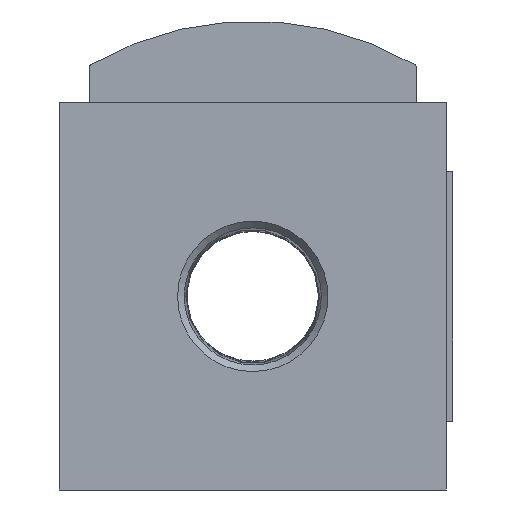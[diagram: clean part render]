
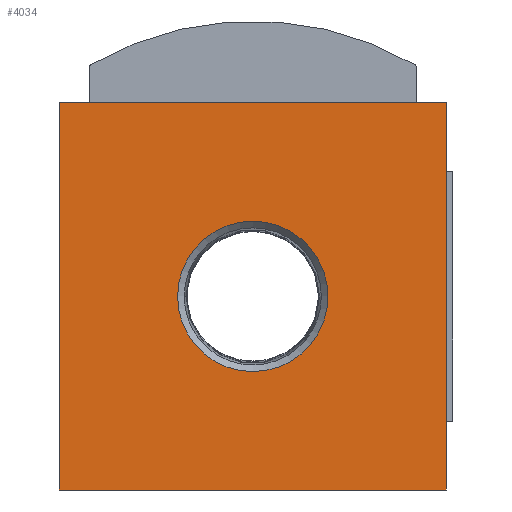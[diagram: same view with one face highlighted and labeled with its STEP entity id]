
A CAD part, front view. The second image highlights one B-rep face of the part: STEP entity #4034.
In plain terms, the highlighted planar face has unit normal (0, -1, 0).
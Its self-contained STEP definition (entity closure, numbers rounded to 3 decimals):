
#68=LINE('',#5452,#393);
#86=LINE('',#5493,#411);
#87=LINE('',#5495,#412);
#88=LINE('',#5497,#413);
#393=VECTOR('',#4517,1000.);
#411=VECTOR('',#4547,1000.);
#412=VECTOR('',#4548,1000.);
#413=VECTOR('',#4549,1000.);
#706=PLANE('',#4225);
#871=ORIENTED_EDGE('',*,*,#1695,.F.);
#872=ORIENTED_EDGE('',*,*,#1696,.T.);
#873=ORIENTED_EDGE('',*,*,#1697,.F.);
#874=ORIENTED_EDGE('',*,*,#1698,.F.);
#875=ORIENTED_EDGE('',*,*,#1676,.T.);
#1676=EDGE_CURVE('',#2090,#2089,#68,.T.);
#1695=EDGE_CURVE('',#2106,#2106,#2358,.T.);
#1696=EDGE_CURVE('',#2089,#2107,#86,.T.);
#1697=EDGE_CURVE('',#2108,#2107,#87,.T.);
#1698=EDGE_CURVE('',#2090,#2108,#88,.T.);
#2089=VERTEX_POINT('',#5451);
#2090=VERTEX_POINT('',#5453);
#2106=VERTEX_POINT('',#5492);
#2107=VERTEX_POINT('',#5494);
#2108=VERTEX_POINT('',#5496);
#2358=CIRCLE('',#4226,17.481);
#2455=EDGE_LOOP('',(#871));
#2456=EDGE_LOOP('',(#872,#873,#874,#875));
#2684=FACE_BOUND('',#2455,.T.);
#2685=FACE_BOUND('',#2456,.T.);
#4034=ADVANCED_FACE('',(#2684,#2685),#706,.F.);
#4225=AXIS2_PLACEMENT_3D('',#5490,#4543,#4544);
#4226=AXIS2_PLACEMENT_3D('',#5491,#4545,#4546);
#4517=DIRECTION('',(0.,0.,-1.));
#4543=DIRECTION('',(0.,1.,0.));
#4544=DIRECTION('',(0.,0.,1.));
#4545=DIRECTION('',(0.,-1.,0.));
#4546=DIRECTION('',(1.,0.,0.));
#4547=DIRECTION('',(1.,0.,0.));
#4548=DIRECTION('',(0.,0.,-1.));
#4549=DIRECTION('',(1.,0.,0.));
#5451=CARTESIAN_POINT('',(-45.,-58.,-45.));
#5452=CARTESIAN_POINT('',(-45.,-58.,45.));
#5453=CARTESIAN_POINT('',(-45.,-58.,45.));
#5490=CARTESIAN_POINT('',(-45.,-58.,45.));
#5491=CARTESIAN_POINT('',(0.,-58.,0.));
#5492=CARTESIAN_POINT('',(17.481,-58.,0.));
#5493=CARTESIAN_POINT('',(-45.,-58.,-45.));
#5494=CARTESIAN_POINT('',(45.,-58.,-45.));
#5495=CARTESIAN_POINT('',(45.,-58.,45.));
#5496=CARTESIAN_POINT('',(45.,-58.,45.));
#5497=CARTESIAN_POINT('',(-45.,-58.,45.));
